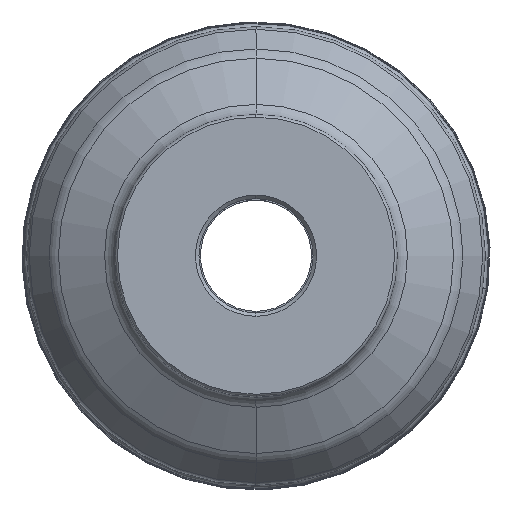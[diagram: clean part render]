
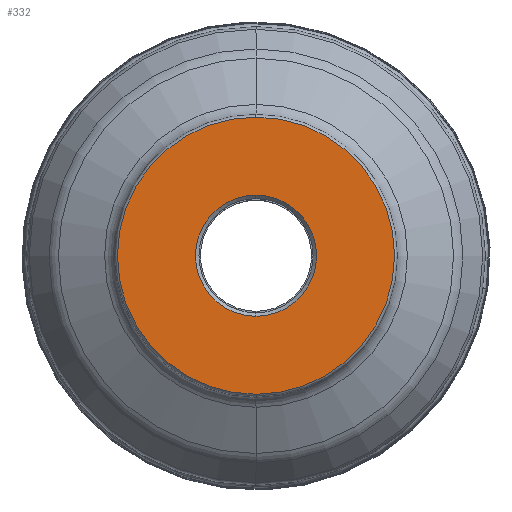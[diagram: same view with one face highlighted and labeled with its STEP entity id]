
A CAD part, top view. The second image highlights one B-rep face of the part: STEP entity #332.
In plain terms, the highlighted planar face has unit normal (0, 0, 1).
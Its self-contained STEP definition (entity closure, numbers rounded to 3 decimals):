
#45=PLANE('',#3009);
#53=FACE_BOUND('',#686,.T.);
#54=FACE_BOUND('',#687,.T.);
#332=ADVANCED_FACE('',(#53,#54),#45,.T.);
#686=EDGE_LOOP('',(#1256,#1257));
#687=EDGE_LOOP('',(#1258,#1259));
#1256=ORIENTED_EDGE('',*,*,#1838,.F.);
#1257=ORIENTED_EDGE('',*,*,#1839,.F.);
#1258=ORIENTED_EDGE('',*,*,#1837,.F.);
#1259=ORIENTED_EDGE('',*,*,#1835,.F.);
#1530=VERTEX_POINT('',#5616);
#1531=VERTEX_POINT('',#5618);
#1532=VERTEX_POINT('',#5624);
#1533=VERTEX_POINT('',#5625);
#1835=EDGE_CURVE('',#1530,#1531,#2201,.T.);
#1837=EDGE_CURVE('',#1531,#1530,#2202,.T.);
#1838=EDGE_CURVE('',#1532,#1533,#2203,.T.);
#1839=EDGE_CURVE('',#1533,#1532,#2204,.T.);
#2201=CIRCLE('',#3003,20.75);
#2202=CIRCLE('',#3005,20.75);
#2203=CIRCLE('',#3007,47.474);
#2204=CIRCLE('',#3008,47.474);
#3003=AXIS2_PLACEMENT_3D('',#5617,#3891,#3892);
#3005=AXIS2_PLACEMENT_3D('',#5621,#3896,#3897);
#3007=AXIS2_PLACEMENT_3D('',#5623,#3900,#3901);
#3008=AXIS2_PLACEMENT_3D('',#5626,#3902,#3903);
#3009=AXIS2_PLACEMENT_3D('',#5627,#3904,#3905);
#3891=DIRECTION('',(0.,0.,1.));
#3892=DIRECTION('',(0.,1.,0.));
#3896=DIRECTION('',(0.,0.,1.));
#3897=DIRECTION('',(0.,-1.,0.));
#3900=DIRECTION('',(0.,0.,-1.));
#3901=DIRECTION('',(0.,-1.,0.));
#3902=DIRECTION('',(0.,0.,-1.));
#3903=DIRECTION('',(0.,1.,0.));
#3904=DIRECTION('',(0.,0.,1.));
#3905=DIRECTION('',(0.,-1.,0.));
#5616=CARTESIAN_POINT('',(0.,20.75,0.));
#5617=CARTESIAN_POINT('',(0.,0.,0.));
#5618=CARTESIAN_POINT('',(0.,-20.75,0.));
#5621=CARTESIAN_POINT('',(0.,0.,0.));
#5623=CARTESIAN_POINT('',(0.,0.,0.));
#5624=CARTESIAN_POINT('',(0.008,-47.474,0.));
#5625=CARTESIAN_POINT('',(-0.008,47.474,0.));
#5626=CARTESIAN_POINT('',(0.,0.,0.));
#5627=CARTESIAN_POINT('',(0.,0.,0.));
